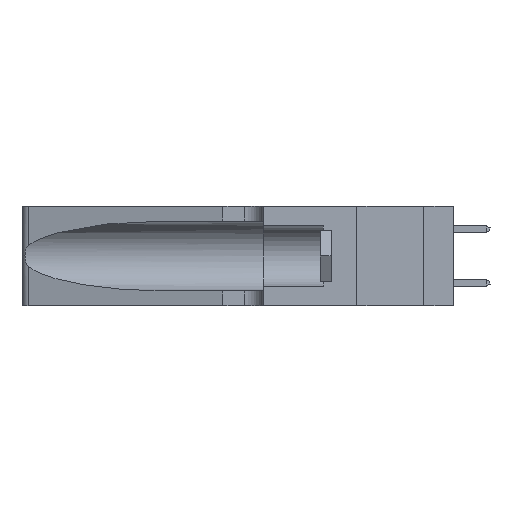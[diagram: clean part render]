
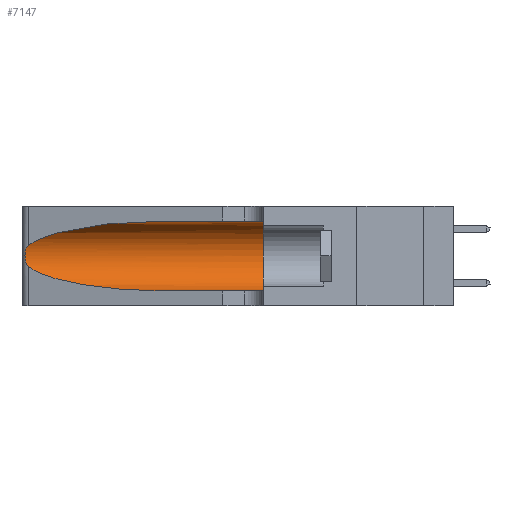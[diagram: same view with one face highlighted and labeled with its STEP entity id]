
A CAD part, left-side view. The second image highlights one B-rep face of the part: STEP entity #7147.
In plain terms, the highlighted cylindrical face has radius 3.308 mm (diameter 6.617 mm), a partial arc.
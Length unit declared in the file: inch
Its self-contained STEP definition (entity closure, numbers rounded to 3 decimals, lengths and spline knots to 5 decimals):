
#639 = ORIENTED_EDGE ( 'NONE', *, *, #7007, .F. ) ;
#1014 = AXIS2_PLACEMENT_3D ( 'NONE', #26262, #32382, #35895 ) ;
#2473 = CARTESIAN_POINT ( 'NONE',  ( 0.25487, 1.22718, 0.14631 ) ) ;
#2531 = B_SPLINE_CURVE_WITH_KNOTS ( 'NONE', 3,
 ( #36761, #5088, #8271, #30887, #31300, #37572, #8822, #40503, #24603, #21872, #18539, #40793, #15481, #2473 ),
 .UNSPECIFIED., .F., .F.,
 ( 4, 2, 2, 2, 2, 2, 4 ),
 ( 0., 0.00027, 0.00053, 0.00107, 0.0016, 0.00187, 0.00214 ),
 .UNSPECIFIED. ) ;
#3101 = EDGE_CURVE ( 'NONE', #26811, #24567, #4978, .T. ) ;
#4368 = CARTESIAN_POINT ( 'NONE',  ( 0.25487, 1.22718, 0.22369 ) ) ;
#4978 = LINE ( 'NONE', #41093, #18401 ) ;
#5088 = CARTESIAN_POINT ( 'NONE',  ( 0.25555, 1.22994, 0.2215 ) ) ;
#5621 = CARTESIAN_POINT ( 'NONE',  ( 0.1305, 0.35, 0.31525 ) ) ;
#7007 = EDGE_CURVE ( 'NONE', #8457, #11493, #8415, .T. ) ;
#7147 = ADVANCED_FACE ( 'NONE', ( #33729 ), #21295, .F. ) ;
#8271 = CARTESIAN_POINT ( 'NONE',  ( 0.25639, 1.23184, 0.21858 ) ) ;
#8415 = LINE ( 'NONE', #18804, #32751 ) ;
#8457 = VERTEX_POINT ( 'NONE', #39813 ) ;
#8822 = CARTESIAN_POINT ( 'NONE',  ( 0.26075, 1.23896, 0.19203 ) ) ;
#8952 = CARTESIAN_POINT ( 'NONE',  ( 0.1305, 0.35, 0.185 ) ) ;
#9816 = DIRECTION ( 'NONE',  ( 0., -1., 0. ) ) ;
#10402 =( BOUNDED_CURVE ( )  B_SPLINE_CURVE ( 3, ( #13303, #19131, #25889, #34963 ),
 .UNSPECIFIED., .F., .T. ) 
 B_SPLINE_CURVE_WITH_KNOTS ( ( 4, 4 ),
 ( 3.44316, 4.71239 ),
 .UNSPECIFIED. ) 
 CURVE ( )  GEOMETRIC_REPRESENTATION_ITEM ( )  RATIONAL_B_SPLINE_CURVE ( ( 1., 0.87, 0.87, 1. ) ) 
 REPRESENTATION_ITEM ( '' )  );
#10714 = CARTESIAN_POINT ( 'NONE',  ( 0.25487, 1.22718, 0.14631 ) ) ;
#10828 = ORIENTED_EDGE ( 'NONE', *, *, #11635, .T. ) ;
#11493 = VERTEX_POINT ( 'NONE', #5621 ) ;
#11635 = EDGE_CURVE ( 'NONE', #37143, #26811, #10402, .T. ) ;
#11912 = CARTESIAN_POINT ( 'NONE',  ( 0.1305, 0.72297, 0.05475 ) ) ;
#12102 = EDGE_LOOP ( 'NONE', ( #29256, #35380, #10828, #33221, #30926, #639 ) ) ;
#13303 = CARTESIAN_POINT ( 'NONE',  ( 0.25487, 1.22718, 0.14631 ) ) ;
#13925 = CARTESIAN_POINT ( 'NONE',  ( 0.2373, 1.15595, 0.28018 ) ) ;
#15481 = CARTESIAN_POINT ( 'NONE',  ( 0.25555, 1.22993, 0.14849 ) ) ;
#17381 = CARTESIAN_POINT ( 'NONE',  ( 0.18966, 0.96281, 0.31525 ) ) ;
#17434 = EDGE_CURVE ( 'NONE', #8457, #29530, #40706, .T. ) ;
#18401 = VECTOR ( 'NONE', #31461, 39.37008 ) ;
#18539 = CARTESIAN_POINT ( 'NONE',  ( 0.25789, 1.23486, 0.15765 ) ) ;
#18804 = CARTESIAN_POINT ( 'NONE',  ( 0.1305, 1.61858, 0.31525 ) ) ;
#19131 = CARTESIAN_POINT ( 'NONE',  ( 0.2373, 1.15595, 0.08982 ) ) ;
#19144 = CIRCLE ( 'NONE', #39605, 0.13025 ) ;
#20693 = CARTESIAN_POINT ( 'NONE',  ( 0.1305, 0.72297, 0.31525 ) ) ;
#21295 = CYLINDRICAL_SURFACE ( 'NONE', #1014, 0.13025 ) ;
#21872 = CARTESIAN_POINT ( 'NONE',  ( 0.25856, 1.23593, 0.16098 ) ) ;
#22852 = EDGE_CURVE ( 'NONE', #29530, #37143, #2531, .T. ) ;
#23599 = CARTESIAN_POINT ( 'NONE',  ( 0.25487, 1.22718, 0.22369 ) ) ;
#24567 = VERTEX_POINT ( 'NONE', #29388 ) ;
#24603 = CARTESIAN_POINT ( 'NONE',  ( 0.26017, 1.23833, 0.17102 ) ) ;
#25889 = CARTESIAN_POINT ( 'NONE',  ( 0.18966, 0.96281, 0.05475 ) ) ;
#26262 = CARTESIAN_POINT ( 'NONE',  ( 0.1305, 1.61858, 0.185 ) ) ;
#26811 = VERTEX_POINT ( 'NONE', #11912 ) ;
#28082 = DIRECTION ( 'NONE',  ( 0., 1., 0. ) ) ;
#29256 = ORIENTED_EDGE ( 'NONE', *, *, #17434, .T. ) ;
#29388 = CARTESIAN_POINT ( 'NONE',  ( 0.1305, 0.35, 0.05475 ) ) ;
#29530 = VERTEX_POINT ( 'NONE', #4368 ) ;
#30887 = CARTESIAN_POINT ( 'NONE',  ( 0.25787, 1.23484, 0.2124 ) ) ;
#30926 = ORIENTED_EDGE ( 'NONE', *, *, #32709, .F. ) ;
#31300 = CARTESIAN_POINT ( 'NONE',  ( 0.25854, 1.2359, 0.20912 ) ) ;
#31461 = DIRECTION ( 'NONE',  ( 0., -1., 0. ) ) ;
#32382 = DIRECTION ( 'NONE',  ( 0., -1., 0. ) ) ;
#32709 = EDGE_CURVE ( 'NONE', #11493, #24567, #19144, .T. ) ;
#32751 = VECTOR ( 'NONE', #9816, 39.37008 ) ;
#33221 = ORIENTED_EDGE ( 'NONE', *, *, #3101, .T. ) ;
#33729 = FACE_OUTER_BOUND ( 'NONE', #12102, .T. ) ;
#34219 = DIRECTION ( 'NONE',  ( 0., 0., 1. ) ) ;
#34963 = CARTESIAN_POINT ( 'NONE',  ( 0.1305, 0.72297, 0.05475 ) ) ;
#35380 = ORIENTED_EDGE ( 'NONE', *, *, #22852, .T. ) ;
#35895 = DIRECTION ( 'NONE',  ( 0., 0., -1. ) ) ;
#36761 = CARTESIAN_POINT ( 'NONE',  ( 0.25487, 1.22718, 0.22369 ) ) ;
#37143 = VERTEX_POINT ( 'NONE', #10714 ) ;
#37572 = CARTESIAN_POINT ( 'NONE',  ( 0.26018, 1.23835, 0.19895 ) ) ;
#39605 = AXIS2_PLACEMENT_3D ( 'NONE', #8952, #28082, #34219 ) ;
#39813 = CARTESIAN_POINT ( 'NONE',  ( 0.1305, 0.72297, 0.31525 ) ) ;
#40503 = CARTESIAN_POINT ( 'NONE',  ( 0.26075, 1.23896, 0.178 ) ) ;
#40706 =( BOUNDED_CURVE ( )  B_SPLINE_CURVE ( 3, ( #20693, #17381, #13925, #23599 ),
 .UNSPECIFIED., .F., .F. ) 
 B_SPLINE_CURVE_WITH_KNOTS ( ( 4, 4 ),
 ( 1.5708, 2.84003 ),
 .UNSPECIFIED. ) 
 CURVE ( )  GEOMETRIC_REPRESENTATION_ITEM ( )  RATIONAL_B_SPLINE_CURVE ( ( 1., 0.87, 0.87, 1. ) ) 
 REPRESENTATION_ITEM ( '' )  );
#40793 = CARTESIAN_POINT ( 'NONE',  ( 0.25639, 1.23186, 0.15144 ) ) ;
#41093 = CARTESIAN_POINT ( 'NONE',  ( 0.1305, 1.61858, 0.05475 ) ) ;
